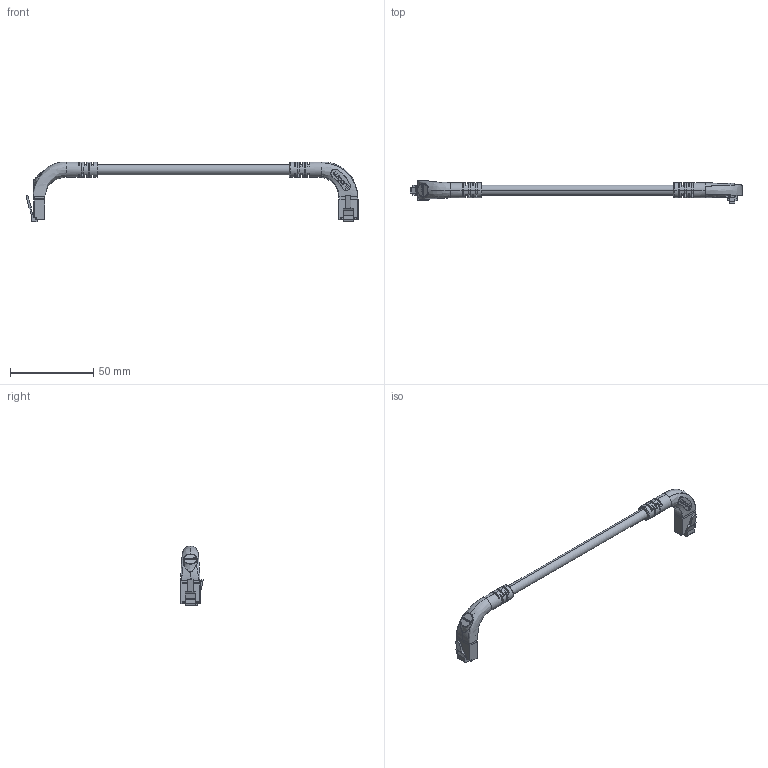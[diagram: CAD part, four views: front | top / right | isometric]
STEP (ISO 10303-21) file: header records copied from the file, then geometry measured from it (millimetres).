
FILE_DESCRIPTION (( 'STEP AP203' ), '1' );
FILE_NAME ('TRD815ZRA13.step', '2013-02-14T16:31:22', ( 'x' ), ( '' ), 'SwSTEP 2.0', 'SolidWorks 2012', '' );
FILE_SCHEMA (( 'CONFIG_CONTROL_DESIGN' ));
Length unit declared in the file: inch
Products named in the file (14): TRD815ZRA13; RA_RJ45_Version 2_left entry no cable; MTN-477; RA_RJ45_Version 2_180ø entry no cable; MTN-441_with Global Connectivity logo; Pair 4; Pair 3; Pair 1_BLUE; Pair 2; 1AG01-037; 1AD01-015-MA2; 1AD01-015-MA1_for assembly with molded boot; 1AG01-036; RA-RJ45-MA2_6" long
Assembly tree (21 placements, depth 3):
  TRD815ZRA13
    RA-RJ45-MA2_6" long
    RA_RJ45_Version 2_180ø entry no cable
      1AG01-036
      1AD01-015-MA1_for assembly with molded boot
      1AD01-015-MA2
      1AG01-037
      Pair 2
      Pair 1_BLUE
      Pair 3
      Pair 4
      MTN-441_with Global Connectivity logo
    RA_RJ45_Version 2_left entry no cable
      1AG01-036
      1AD01-015-MA1_for assembly with molded boot
      1AD01-015-MA2
      1AG01-037
      Pair 2
      Pair 1_BLUE
      Pair 3
      Pair 4
      MTN-477
Bounding box: 199.14 x 13.72 x 35.84 mm (x, y, z)
Volume: 6831.4 mm3; surface area: 17627.8 mm2
Topology: 27 solids, 27 shells, 1153 faces, 3118 edges, 1964 vertices
Faces by surface type: plane 624, cylinder 254, bspline 199, sphere 34, torus 30, cone 12
Entity records: 39556 total; most frequent: CARTESIAN_POINT 18821, ORIENTED_EDGE 4248, DIRECTION 3503, EDGE_CURVE 2124, VERTEX_POINT 1367, LINE 1367, VECTOR 1367, AXIS2_PLACEMENT_3D 1068
